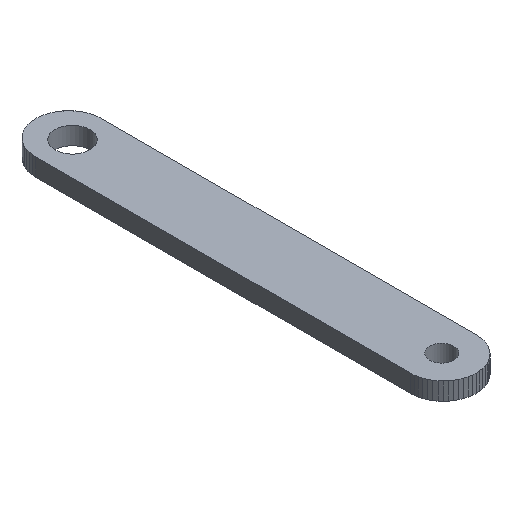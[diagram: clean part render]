
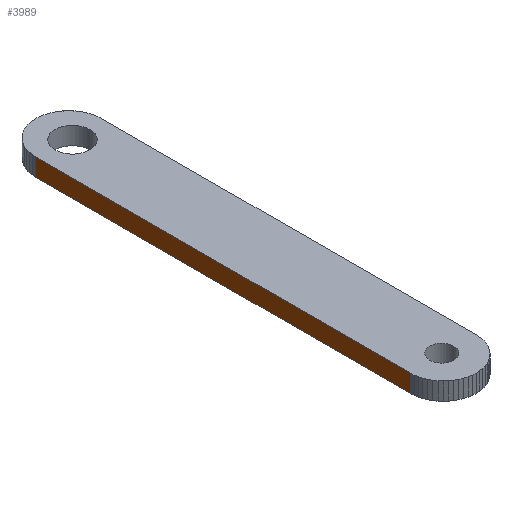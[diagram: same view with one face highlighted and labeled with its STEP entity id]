
A CAD part, isometric view. The second image highlights one B-rep face of the part: STEP entity #3989.
In plain terms, the highlighted planar face has unit normal (-1, 0, 0).
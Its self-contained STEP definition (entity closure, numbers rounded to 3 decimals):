
#83 = PLANE('',#84);
#84 = AXIS2_PLACEMENT_3D('',#85,#86,#87);
#85 = CARTESIAN_POINT('',(126.36,-72.18,1.6));
#86 = DIRECTION('',(-0.,-0.,-1.));
#87 = DIRECTION('',(-1.,0.,0.));
#137 = PLANE('',#138);
#138 = AXIS2_PLACEMENT_3D('',#139,#140,#141);
#139 = CARTESIAN_POINT('',(126.36,-72.18,0.));
#140 = DIRECTION('',(-0.,-0.,-1.));
#141 = DIRECTION('',(-1.,0.,0.));
#1394 = VERTEX_POINT('',#1395);
#1395 = CARTESIAN_POINT('',(123.36,-89.18,0.));
#1409 = PLANE('',#1410);
#1410 = AXIS2_PLACEMENT_3D('',#1411,#1412,#1413);
#1411 = CARTESIAN_POINT('',(123.379,-89.516,0.));
#1412 = DIRECTION('',(-0.998,-0.056,0.));
#1413 = DIRECTION('',(-0.056,0.998,0.));
#1421 = EDGE_CURVE('',#1394,#1422,#1424,.T.);
#1422 = VERTEX_POINT('',#1423);
#1423 = CARTESIAN_POINT('',(123.36,-55.18,0.));
#1424 = SURFACE_CURVE('',#1425,(#1429,#1436),.PCURVE_S1.);
#1425 = LINE('',#1426,#1427);
#1426 = CARTESIAN_POINT('',(123.36,-89.18,0.));
#1427 = VECTOR('',#1428,1.);
#1428 = DIRECTION('',(0.,1.,0.));
#1429 = PCURVE('',#137,#1430);
#1430 = DEFINITIONAL_REPRESENTATION('',(#1431),#1435);
#1431 = LINE('',#1432,#1433);
#1432 = CARTESIAN_POINT('',(3.,-17.));
#1433 = VECTOR('',#1434,1.);
#1434 = DIRECTION('',(0.,1.));
#1435 = ( GEOMETRIC_REPRESENTATION_CONTEXT(2) 
PARAMETRIC_REPRESENTATION_CONTEXT() REPRESENTATION_CONTEXT('2D SPACE',''
  ) );
#1436 = PCURVE('',#1437,#1442);
#1437 = PLANE('',#1438);
#1438 = AXIS2_PLACEMENT_3D('',#1439,#1440,#1441);
#1439 = CARTESIAN_POINT('',(123.36,-89.18,0.));
#1440 = DIRECTION('',(-1.,0.,0.));
#1441 = DIRECTION('',(0.,1.,0.));
#1442 = DEFINITIONAL_REPRESENTATION('',(#1443),#1447);
#1443 = LINE('',#1444,#1445);
#1444 = CARTESIAN_POINT('',(0.,0.));
#1445 = VECTOR('',#1446,1.);
#1446 = DIRECTION('',(1.,0.));
#1447 = ( GEOMETRIC_REPRESENTATION_CONTEXT(2) 
PARAMETRIC_REPRESENTATION_CONTEXT() REPRESENTATION_CONTEXT('2D SPACE',''
  ) );
#1465 = PLANE('',#1466);
#1466 = AXIS2_PLACEMENT_3D('',#1467,#1468,#1469);
#1467 = CARTESIAN_POINT('',(123.36,-55.18,0.));
#1468 = DIRECTION('',(-0.998,0.056,0.));
#1469 = DIRECTION('',(0.056,0.998,0.));
#2808 = VERTEX_POINT('',#2809);
#2809 = CARTESIAN_POINT('',(123.36,-89.18,1.6));
#2830 = EDGE_CURVE('',#2808,#2831,#2833,.T.);
#2831 = VERTEX_POINT('',#2832);
#2832 = CARTESIAN_POINT('',(123.36,-55.18,1.6));
#2833 = SURFACE_CURVE('',#2834,(#2838,#2845),.PCURVE_S1.);
#2834 = LINE('',#2835,#2836);
#2835 = CARTESIAN_POINT('',(123.36,-89.18,1.6));
#2836 = VECTOR('',#2837,1.);
#2837 = DIRECTION('',(0.,1.,0.));
#2838 = PCURVE('',#83,#2839);
#2839 = DEFINITIONAL_REPRESENTATION('',(#2840),#2844);
#2840 = LINE('',#2841,#2842);
#2841 = CARTESIAN_POINT('',(3.,-17.));
#2842 = VECTOR('',#2843,1.);
#2843 = DIRECTION('',(0.,1.));
#2844 = ( GEOMETRIC_REPRESENTATION_CONTEXT(2) 
PARAMETRIC_REPRESENTATION_CONTEXT() REPRESENTATION_CONTEXT('2D SPACE',''
  ) );
#2845 = PCURVE('',#1437,#2846);
#2846 = DEFINITIONAL_REPRESENTATION('',(#2847),#2851);
#2847 = LINE('',#2848,#2849);
#2848 = CARTESIAN_POINT('',(0.,-1.6));
#2849 = VECTOR('',#2850,1.);
#2850 = DIRECTION('',(1.,0.));
#2851 = ( GEOMETRIC_REPRESENTATION_CONTEXT(2) 
PARAMETRIC_REPRESENTATION_CONTEXT() REPRESENTATION_CONTEXT('2D SPACE',''
  ) );
#3939 = EDGE_CURVE('',#1422,#2831,#3940,.T.);
#3940 = SURFACE_CURVE('',#3941,(#3945,#3952),.PCURVE_S1.);
#3941 = LINE('',#3942,#3943);
#3942 = CARTESIAN_POINT('',(123.36,-55.18,0.));
#3943 = VECTOR('',#3944,1.);
#3944 = DIRECTION('',(0.,0.,1.));
#3945 = PCURVE('',#1465,#3946);
#3946 = DEFINITIONAL_REPRESENTATION('',(#3947),#3951);
#3947 = LINE('',#3948,#3949);
#3948 = CARTESIAN_POINT('',(0.,0.));
#3949 = VECTOR('',#3950,1.);
#3950 = DIRECTION('',(0.,-1.));
#3951 = ( GEOMETRIC_REPRESENTATION_CONTEXT(2) 
PARAMETRIC_REPRESENTATION_CONTEXT() REPRESENTATION_CONTEXT('2D SPACE',''
  ) );
#3952 = PCURVE('',#1437,#3953);
#3953 = DEFINITIONAL_REPRESENTATION('',(#3954),#3958);
#3954 = LINE('',#3955,#3956);
#3955 = CARTESIAN_POINT('',(34.,0.));
#3956 = VECTOR('',#3957,1.);
#3957 = DIRECTION('',(0.,-1.));
#3958 = ( GEOMETRIC_REPRESENTATION_CONTEXT(2) 
PARAMETRIC_REPRESENTATION_CONTEXT() REPRESENTATION_CONTEXT('2D SPACE',''
  ) );
#3989 = ADVANCED_FACE('',(#3990),#1437,.T.);
#3990 = FACE_BOUND('',#3991,.T.);
#3991 = EDGE_LOOP('',(#3992,#4013,#4014,#4015));
#3992 = ORIENTED_EDGE('',*,*,#3993,.T.);
#3993 = EDGE_CURVE('',#1394,#2808,#3994,.T.);
#3994 = SURFACE_CURVE('',#3995,(#3999,#4006),.PCURVE_S1.);
#3995 = LINE('',#3996,#3997);
#3996 = CARTESIAN_POINT('',(123.36,-89.18,0.));
#3997 = VECTOR('',#3998,1.);
#3998 = DIRECTION('',(0.,0.,1.));
#3999 = PCURVE('',#1437,#4000);
#4000 = DEFINITIONAL_REPRESENTATION('',(#4001),#4005);
#4001 = LINE('',#4002,#4003);
#4002 = CARTESIAN_POINT('',(0.,0.));
#4003 = VECTOR('',#4004,1.);
#4004 = DIRECTION('',(0.,-1.));
#4005 = ( GEOMETRIC_REPRESENTATION_CONTEXT(2) 
PARAMETRIC_REPRESENTATION_CONTEXT() REPRESENTATION_CONTEXT('2D SPACE',''
  ) );
#4006 = PCURVE('',#1409,#4007);
#4007 = DEFINITIONAL_REPRESENTATION('',(#4008),#4012);
#4008 = LINE('',#4009,#4010);
#4009 = CARTESIAN_POINT('',(0.336,0.));
#4010 = VECTOR('',#4011,1.);
#4011 = DIRECTION('',(0.,-1.));
#4012 = ( GEOMETRIC_REPRESENTATION_CONTEXT(2) 
PARAMETRIC_REPRESENTATION_CONTEXT() REPRESENTATION_CONTEXT('2D SPACE',''
  ) );
#4013 = ORIENTED_EDGE('',*,*,#2830,.T.);
#4014 = ORIENTED_EDGE('',*,*,#3939,.F.);
#4015 = ORIENTED_EDGE('',*,*,#1421,.F.);
